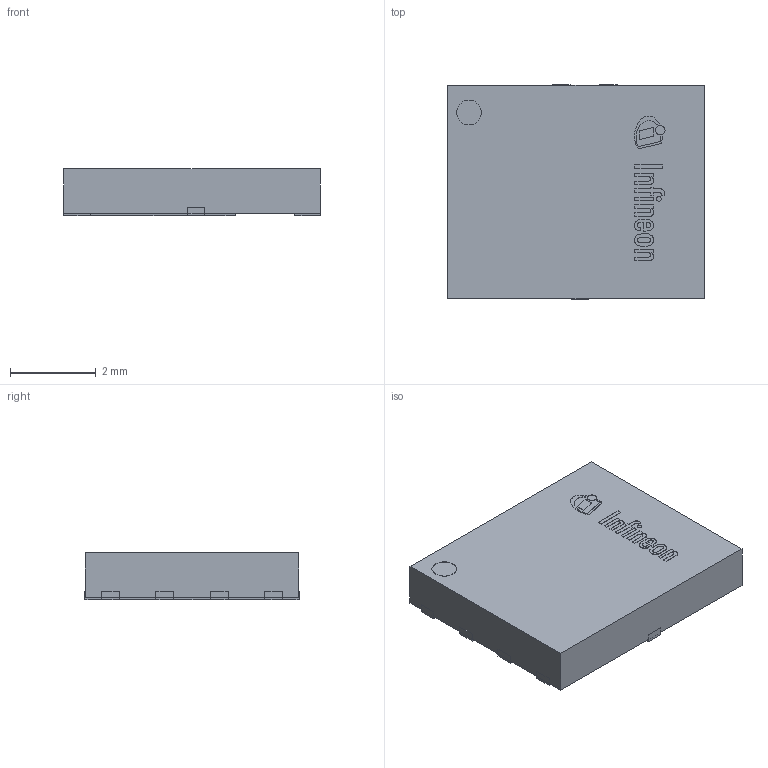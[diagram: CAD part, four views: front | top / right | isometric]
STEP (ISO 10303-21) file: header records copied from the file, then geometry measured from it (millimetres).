
FILE_DESCRIPTION(/* description */ (''),/* implementation_level */ '2;1');
FILE_NAME(/* name */ 'PG-TTFN-9-2_Z8B00203958_V01_3D.stp',/* time_stamp */ '2022-07-27T22:02:53+06:00',/* author */ ('janartha'),/* organization */ (''),/* preprocessor_version */ 'ST-DEVELOPER v16.13',/* originating_system */ 'AutoCAD Mechanical',/* authorisation */ '');
FILE_SCHEMA (('AUTOMOTIVE_DESIGN { 1 0 10303 214 3 1 1 }'));
Length unit declared in the file: millimetre
Products named in the file (1): Product
Bounding box: 6 x 5 x 1.11 mm (x, y, z)
Surface area: 125.1 mm2
Topology: 17 solids, 17 shells, 184 faces, 447 edges, 298 vertices
Faces by surface type: plane 160, bspline 18, cylinder 6
Full cylindrical faces by diameter (mm): 0.107 x1, 0.219 x1, 0.575 x2
Entity records: 5485 total; most frequent: CARTESIAN_POINT 1296, ORIENTED_EDGE 886, DIRECTION 753, EDGE_CURVE 443, LINE 395, VECTOR 395, VERTEX_POINT 298, EDGE_LOOP 193
